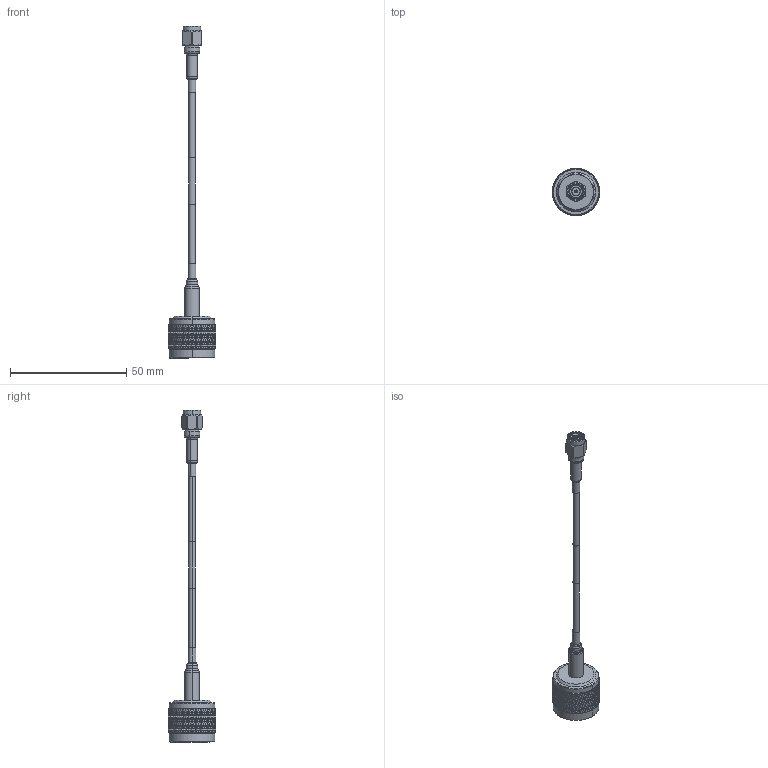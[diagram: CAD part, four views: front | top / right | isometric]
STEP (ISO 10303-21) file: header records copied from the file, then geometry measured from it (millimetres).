
FILE_DESCRIPTION (( 'STEP AP214' ), '1' );
FILE_NAME ('FMC00164_3D.step', '2024-01-19T19:36:43', ( '' ), ( '' ), 'SwSTEP 2.0', 'SolidWorks 2022', '' );
FILE_SCHEMA (( 'AUTOMOTIVE_DESIGN' ));
Length unit declared in the file: inch
Products named in the file (6): Copy of PE4429 ¦ SC9124^FMC00164; Copy of Cable_LMR-100A-PVC_240177^FMC00164; Copy of PE4003 ¦ SC7059^FMC00164; Copy of Heatshrink_LMR-100A-PVC_240177^FMC00164; FMC00164_3D; Copy of Heatshrink_LMR-100A-PVC-2_240177^FMC00164
Assembly tree (5 placements, depth 2):
  FMC00164_3D
    Copy of Cable_LMR-100A-PVC_240177^FMC00164
    Copy of PE4003 ¦ SC7059^FMC00164
    Copy of Heatshrink_LMR-100A-PVC_240177^FMC00164
    Copy of PE4429 ¦ SC9124^FMC00164
    Copy of Heatshrink_LMR-100A-PVC-2_240177^FMC00164
Bounding box: 20.32 x 20.32 x 143.1 mm (x, y, z)
Volume: 5890.5 mm3; surface area: 6822.8 mm2
Topology: 8 solids, 8 shells, 2484 faces, 5281 edges, 2832 vertices
Faces by surface type: bspline 1798, cylinder 554, cone 58, plane 42, torus 32
Entity records: 95916 total; most frequent: CARTESIAN_POINT 62319, ORIENTED_EDGE 10562, EDGE_CURVE 5281, VERTEX_POINT 2832, EDGE_LOOP 2511, ADVANCED_FACE 2484, FACE_OUTER_BOUND 2484, DIRECTION 2409
